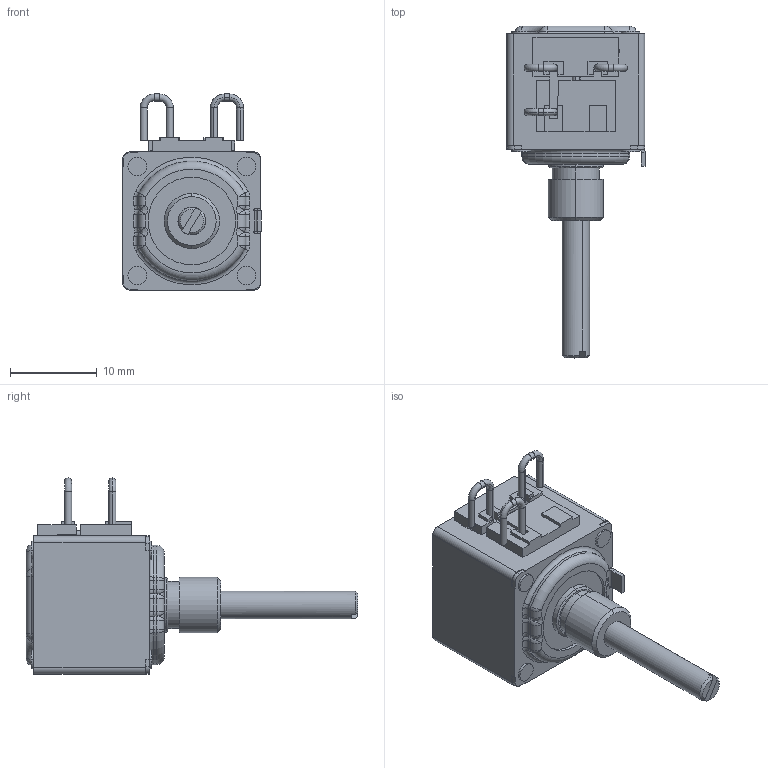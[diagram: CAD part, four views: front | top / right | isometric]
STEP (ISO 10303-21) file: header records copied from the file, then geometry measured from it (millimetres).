
FILE_DESCRIPTION((''),'2;1');
FILE_NAME('82C1A-E28','2014-07-22T',('RICKB'),('Bourns, Inc.'),'PRO/ENGINEER BY PARAMETRIC TECHNOLOGY CORPORATION, 2012230','PRO/ENGINEER BY PARAMETRIC TECHNOLOGY CORPORATION, 2012230','');
FILE_SCHEMA(('CONFIG_CONTROL_DESIGN'));
Length unit declared in the file: inch
Products named in the file (1): 82C1A-E28
Bounding box: 15.91 x 38.15 x 22.54 mm (x, y, z)
Volume: 4006.3 mm3; surface area: 3352.7 mm2
Topology: 1 solids, 14 shells, 645 faces, 1495 edges, 913 vertices
Faces by surface type: cylinder 238, plane 212, torus 114, sphere 40, cone 31, bspline 10
Entity records: 19079 total; most frequent: CARTESIAN_POINT 4095, DIRECTION 3350, ORIENTED_EDGE 2982, EDGE_CURVE 1491, AXIS2_PLACEMENT_3D 1329, VERTEX_POINT 913, CIRCLE 694, VECTOR 692
